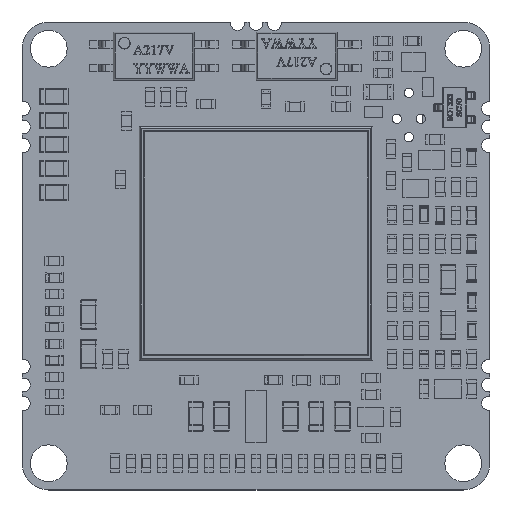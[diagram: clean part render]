
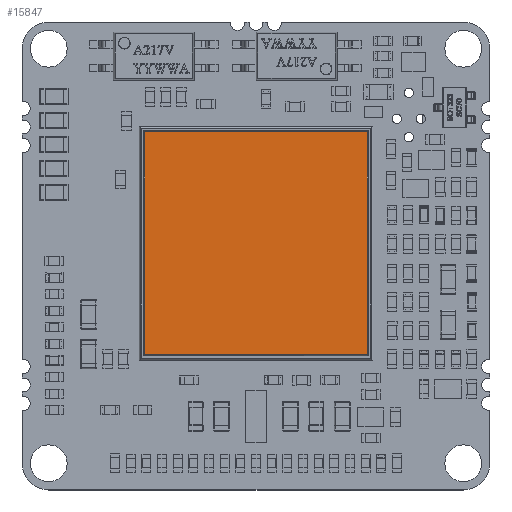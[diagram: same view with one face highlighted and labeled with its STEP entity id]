
A CAD part, top view. The second image highlights one B-rep face of the part: STEP entity #15847.
In plain terms, the highlighted planar face has unit normal (0, 0, 1).
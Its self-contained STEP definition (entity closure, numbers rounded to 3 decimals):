
#15847=ADVANCED_FACE('',(#20423),#17731,.T.);
#17731=PLANE('',#68340);
#20423=FACE_OUTER_BOUND('',#23332,.T.);
#23332=EDGE_LOOP('',(#37939,#37940,#37941,#37942));
#37939=ORIENTED_EDGE('',*,*,#52056,.T.);
#37940=ORIENTED_EDGE('',*,*,#52057,.T.);
#37941=ORIENTED_EDGE('',*,*,#52058,.T.);
#37942=ORIENTED_EDGE('',*,*,#52059,.T.);
#44360=VERTEX_POINT('',#104654);
#44361=VERTEX_POINT('',#104655);
#44362=VERTEX_POINT('',#104657);
#44363=VERTEX_POINT('',#104659);
#52056=EDGE_CURVE('',#44360,#44361,#58282,.T.);
#52057=EDGE_CURVE('',#44361,#44362,#58283,.T.);
#52058=EDGE_CURVE('',#44362,#44363,#58284,.T.);
#52059=EDGE_CURVE('',#44363,#44360,#58285,.T.);
#58282=LINE('',#104653,#64366);
#58283=LINE('',#104656,#64367);
#58284=LINE('',#104658,#64368);
#58285=LINE('',#104660,#64369);
#64366=VECTOR('',#81099,1.);
#64367=VECTOR('',#81100,1.);
#64368=VECTOR('',#81101,1.);
#64369=VECTOR('',#81102,1.);
#68340=AXIS2_PLACEMENT_3D('',#104661,#81103,#81104);
#81099=DIRECTION('',(0.,-1.,0.));
#81100=DIRECTION('',(1.,0.,0.));
#81101=DIRECTION('',(0.,1.,0.));
#81102=DIRECTION('',(-1.,0.,0.));
#81103=DIRECTION('',(0.,0.,1.));
#81104=DIRECTION('',(1.,0.,0.));
#104653=CARTESIAN_POINT('',(-6.05,-6.1,2.319));
#104654=CARTESIAN_POINT('',(-6.05,6.05,2.319));
#104655=CARTESIAN_POINT('',(-6.05,-6.05,2.319));
#104656=CARTESIAN_POINT('',(6.1,-6.05,2.319));
#104657=CARTESIAN_POINT('',(6.05,-6.05,2.319));
#104658=CARTESIAN_POINT('',(6.05,6.1,2.319));
#104659=CARTESIAN_POINT('',(6.05,6.05,2.319));
#104660=CARTESIAN_POINT('',(-6.1,6.05,2.319));
#104661=CARTESIAN_POINT('',(0.,0.,2.319));
